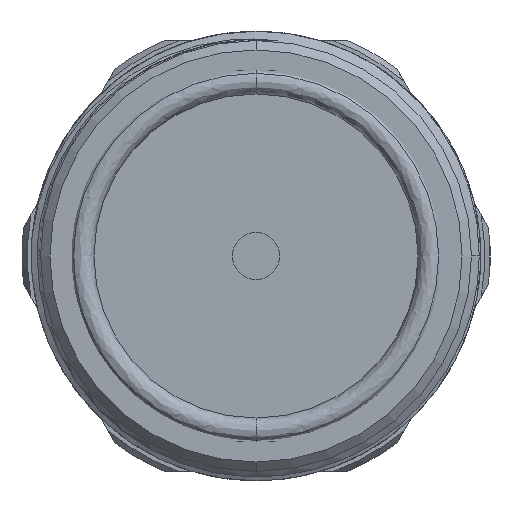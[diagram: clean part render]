
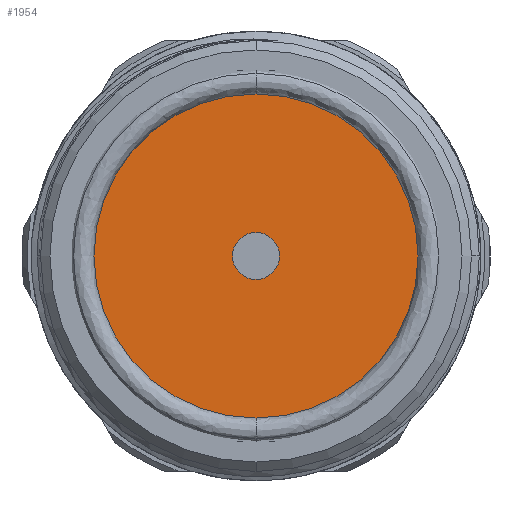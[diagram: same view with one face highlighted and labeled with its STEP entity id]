
A CAD part, front view. The second image highlights one B-rep face of the part: STEP entity #1954.
In plain terms, the highlighted planar face has unit normal (0, -1, 0).
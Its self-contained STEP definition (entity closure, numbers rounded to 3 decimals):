
#208 = DIRECTION ( 'NONE',  ( 0., 0., -1. ) ) ;
#268 = DIRECTION ( 'NONE',  ( 0., 1., 0. ) ) ;
#290 = VERTEX_POINT ( 'NONE', #7206 ) ;
#330 = VERTEX_POINT ( 'NONE', #4587 ) ;
#769 = CIRCLE ( 'NONE', #5763, 2.5 ) ;
#853 = CARTESIAN_POINT ( 'NONE',  ( 0., 21.5, 19.5 ) ) ;
#1038 = VERTEX_POINT ( 'NONE', #853 ) ;
#1334 = CIRCLE ( 'NONE', #4025, 19.5 ) ;
#1798 = CARTESIAN_POINT ( 'NONE',  ( 0., 21.5, 0. ) ) ;
#1806 = CARTESIAN_POINT ( 'NONE',  ( 0., 21.5, 0. ) ) ;
#1857 = EDGE_CURVE ( 'NONE', #290, #4494, #4075, .T. ) ;
#1918 = CARTESIAN_POINT ( 'NONE',  ( 0., 21.5, 0. ) ) ;
#1954 = ADVANCED_FACE ( 'NONE', ( #3665, #8563 ), #7125, .T. ) ;
#2446 = AXIS2_PLACEMENT_3D ( 'NONE', #8169, #4194, #208 ) ;
#2467 = DIRECTION ( 'NONE',  ( 0., 0., -1. ) ) ;
#2589 = DIRECTION ( 'NONE',  ( 0., 0., -1. ) ) ;
#3665 = FACE_BOUND ( 'NONE', #5635, .T. ) ;
#3696 = AXIS2_PLACEMENT_3D ( 'NONE', #1798, #6449, #2467 ) ;
#3805 = DIRECTION ( 'NONE',  ( 0., 0., -1. ) ) ;
#4025 = AXIS2_PLACEMENT_3D ( 'NONE', #4251, #268, #4920 ) ;
#4075 = CIRCLE ( 'NONE', #2446, 2.5 ) ;
#4108 = ORIENTED_EDGE ( 'NONE', *, *, #1857, .T. ) ;
#4194 = DIRECTION ( 'NONE',  ( 0., 1., 0. ) ) ;
#4251 = CARTESIAN_POINT ( 'NONE',  ( 0., 21.5, 0. ) ) ;
#4410 = EDGE_CURVE ( 'NONE', #1038, #330, #1334, .T. ) ;
#4494 = VERTEX_POINT ( 'NONE', #7839 ) ;
#4587 = CARTESIAN_POINT ( 'NONE',  ( 0., 21.5, -19.5 ) ) ;
#4920 = DIRECTION ( 'NONE',  ( 0., 0., -1. ) ) ;
#5558 = ORIENTED_EDGE ( 'NONE', *, *, #6387, .F. ) ;
#5635 = EDGE_LOOP ( 'NONE', ( #7528, #4108 ) ) ;
#5763 = AXIS2_PLACEMENT_3D ( 'NONE', #1918, #6571, #2589 ) ;
#6179 = EDGE_LOOP ( 'NONE', ( #8342, #5558 ) ) ;
#6387 = EDGE_CURVE ( 'NONE', #330, #1038, #7325, .T. ) ;
#6449 = DIRECTION ( 'NONE',  ( 0., 1., 0. ) ) ;
#6571 = DIRECTION ( 'NONE',  ( 0., 1., 0. ) ) ;
#6710 = EDGE_CURVE ( 'NONE', #4494, #290, #769, .T. ) ;
#7125 = PLANE ( 'NONE',  #8223 ) ;
#7206 = CARTESIAN_POINT ( 'NONE',  ( 0., 21.5, 2.5 ) ) ;
#7325 = CIRCLE ( 'NONE', #3696, 19.5 ) ;
#7528 = ORIENTED_EDGE ( 'NONE', *, *, #6710, .T. ) ;
#7795 = DIRECTION ( 'NONE',  ( 0., -1., 0. ) ) ;
#7839 = CARTESIAN_POINT ( 'NONE',  ( 0., 21.5, -2.5 ) ) ;
#8169 = CARTESIAN_POINT ( 'NONE',  ( 0., 21.5, 0. ) ) ;
#8223 = AXIS2_PLACEMENT_3D ( 'NONE', #1806, #7795, #3805 ) ;
#8342 = ORIENTED_EDGE ( 'NONE', *, *, #4410, .F. ) ;
#8563 = FACE_OUTER_BOUND ( 'NONE', #6179, .T. ) ;
